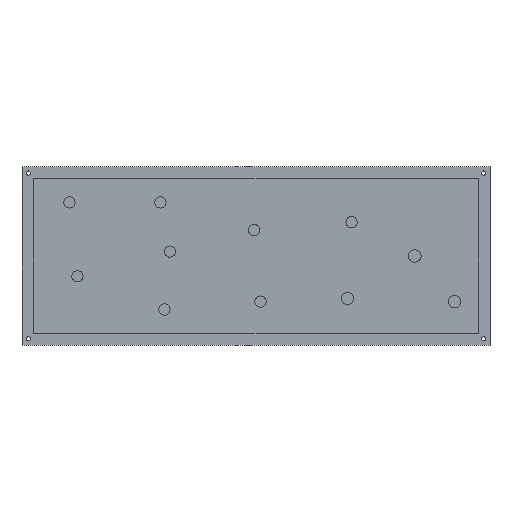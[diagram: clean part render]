
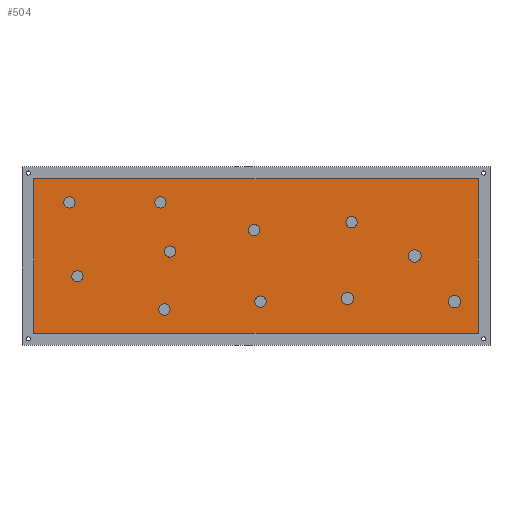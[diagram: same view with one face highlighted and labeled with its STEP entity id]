
A CAD part, top view. The second image highlights one B-rep face of the part: STEP entity #504.
In plain terms, the highlighted planar face has unit normal (0, 0, 1).
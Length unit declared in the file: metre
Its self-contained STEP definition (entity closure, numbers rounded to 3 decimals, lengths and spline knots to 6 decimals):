
#29=LINE('',#869,#53);
#32=LINE('',#875,#56);
#34=LINE('',#879,#58);
#35=LINE('',#881,#59);
#53=VECTOR('',#719,1.);
#56=VECTOR('',#724,1.);
#58=VECTOR('',#728,1.);
#59=VECTOR('',#731,1.);
#70=PLANE('',#584);
#164=ORIENTED_EDGE('',*,*,#210,.T.);
#165=ORIENTED_EDGE('',*,*,#208,.F.);
#166=ORIENTED_EDGE('',*,*,#206,.F.);
#167=ORIENTED_EDGE('',*,*,#204,.F.);
#168=ORIENTED_EDGE('',*,*,#202,.F.);
#169=ORIENTED_EDGE('',*,*,#200,.F.);
#170=ORIENTED_EDGE('',*,*,#198,.T.);
#171=ORIENTED_EDGE('',*,*,#196,.F.);
#172=ORIENTED_EDGE('',*,*,#194,.F.);
#173=ORIENTED_EDGE('',*,*,#192,.F.);
#174=ORIENTED_EDGE('',*,*,#190,.F.);
#175=ORIENTED_EDGE('',*,*,#237,.F.);
#176=ORIENTED_EDGE('',*,*,#240,.T.);
#177=ORIENTED_EDGE('',*,*,#242,.T.);
#178=ORIENTED_EDGE('',*,*,#243,.F.);
#190=EDGE_CURVE('',#244,#244,#290,.T.);
#192=EDGE_CURVE('',#246,#246,#292,.T.);
#194=EDGE_CURVE('',#248,#248,#294,.T.);
#196=EDGE_CURVE('',#250,#250,#296,.T.);
#198=EDGE_CURVE('',#252,#252,#298,.T.);
#200=EDGE_CURVE('',#254,#254,#300,.T.);
#202=EDGE_CURVE('',#256,#256,#302,.T.);
#204=EDGE_CURVE('',#258,#258,#304,.T.);
#206=EDGE_CURVE('',#260,#260,#306,.T.);
#208=EDGE_CURVE('',#262,#262,#308,.T.);
#210=EDGE_CURVE('',#264,#264,#310,.T.);
#237=EDGE_CURVE('',#286,#287,#29,.T.);
#240=EDGE_CURVE('',#286,#288,#32,.T.);
#242=EDGE_CURVE('',#288,#289,#34,.T.);
#243=EDGE_CURVE('',#287,#289,#35,.T.);
#244=VERTEX_POINT('',#759);
#246=VERTEX_POINT('',#764);
#248=VERTEX_POINT('',#769);
#250=VERTEX_POINT('',#774);
#252=VERTEX_POINT('',#779);
#254=VERTEX_POINT('',#784);
#256=VERTEX_POINT('',#789);
#258=VERTEX_POINT('',#794);
#260=VERTEX_POINT('',#799);
#262=VERTEX_POINT('',#804);
#264=VERTEX_POINT('',#809);
#286=VERTEX_POINT('',#868);
#287=VERTEX_POINT('',#870);
#288=VERTEX_POINT('',#874);
#289=VERTEX_POINT('',#878);
#290=CIRCLE('',#530,0.0045);
#292=CIRCLE('',#533,0.005);
#294=CIRCLE('',#536,0.0045);
#296=CIRCLE('',#539,0.005);
#298=CIRCLE('',#542,0.0045);
#300=CIRCLE('',#545,0.0045);
#302=CIRCLE('',#548,0.005);
#304=CIRCLE('',#551,0.0045);
#306=CIRCLE('',#554,0.0045);
#308=CIRCLE('',#557,0.0045);
#310=CIRCLE('',#560,0.0045);
#369=EDGE_LOOP('',(#164));
#370=EDGE_LOOP('',(#165));
#371=EDGE_LOOP('',(#166));
#372=EDGE_LOOP('',(#167));
#373=EDGE_LOOP('',(#168));
#374=EDGE_LOOP('',(#169));
#375=EDGE_LOOP('',(#170));
#376=EDGE_LOOP('',(#171));
#377=EDGE_LOOP('',(#172));
#378=EDGE_LOOP('',(#173));
#379=EDGE_LOOP('',(#174));
#380=EDGE_LOOP('',(#175,#176,#177,#178));
#441=FACE_BOUND('',#369,.T.);
#442=FACE_BOUND('',#370,.T.);
#443=FACE_BOUND('',#371,.T.);
#444=FACE_BOUND('',#372,.T.);
#445=FACE_BOUND('',#373,.T.);
#446=FACE_BOUND('',#374,.T.);
#447=FACE_BOUND('',#375,.T.);
#448=FACE_BOUND('',#376,.T.);
#449=FACE_BOUND('',#377,.T.);
#450=FACE_BOUND('',#378,.T.);
#451=FACE_BOUND('',#379,.T.);
#452=FACE_BOUND('',#380,.T.);
#504=ADVANCED_FACE('',(#441,#442,#443,#444,#445,#446,#447,#448,#449,#450,
#451,#452),#70,.T.);
#530=AXIS2_PLACEMENT_3D('',#758,#600,#601);
#533=AXIS2_PLACEMENT_3D('',#763,#606,#607);
#536=AXIS2_PLACEMENT_3D('',#768,#612,#613);
#539=AXIS2_PLACEMENT_3D('',#773,#618,#619);
#542=AXIS2_PLACEMENT_3D('',#778,#624,#625);
#545=AXIS2_PLACEMENT_3D('',#783,#630,#631);
#548=AXIS2_PLACEMENT_3D('',#788,#636,#637);
#551=AXIS2_PLACEMENT_3D('',#793,#642,#643);
#554=AXIS2_PLACEMENT_3D('',#798,#648,#649);
#557=AXIS2_PLACEMENT_3D('',#803,#654,#655);
#560=AXIS2_PLACEMENT_3D('',#808,#660,#661);
#584=AXIS2_PLACEMENT_3D('',#882,#732,#733);
#600=DIRECTION('',(0.,0.,1.));
#601=DIRECTION('',(1.,0.,0.));
#606=DIRECTION('',(0.,0.,1.));
#607=DIRECTION('',(1.,0.,0.));
#612=DIRECTION('',(0.,0.,1.));
#613=DIRECTION('',(1.,0.,0.));
#618=DIRECTION('',(0.,0.,1.));
#619=DIRECTION('',(1.,0.,0.));
#624=DIRECTION('',(0.,0.,-1.));
#625=DIRECTION('',(1.,0.,0.));
#630=DIRECTION('',(0.,0.,1.));
#631=DIRECTION('',(1.,0.,0.));
#636=DIRECTION('',(0.,0.,1.));
#637=DIRECTION('',(1.,0.,0.));
#642=DIRECTION('',(0.,0.,1.));
#643=DIRECTION('',(1.,0.,0.));
#648=DIRECTION('',(0.,0.,1.));
#649=DIRECTION('',(1.,0.,0.));
#654=DIRECTION('',(0.,0.,1.));
#655=DIRECTION('',(1.,0.,0.));
#660=DIRECTION('',(0.,0.,-1.));
#661=DIRECTION('',(1.,0.,0.));
#719=DIRECTION('',(1.,0.,0.));
#724=DIRECTION('',(0.,-1.,0.));
#728=DIRECTION('',(1.,0.,0.));
#731=DIRECTION('',(0.,-1.,0.));
#732=DIRECTION('',(0.,0.,1.));
#733=DIRECTION('',(1.,0.,0.));
#758=CARTESIAN_POINT('',(0.003625,-0.0366,0.005));
#759=CARTESIAN_POINT('',(0.008125,-0.0366,0.005));
#763=CARTESIAN_POINT('',(0.1592,-0.0366,0.005));
#764=CARTESIAN_POINT('',(0.1642,-0.0366,0.005));
#768=CARTESIAN_POINT('',(0.07665,0.027075,0.005));
#769=CARTESIAN_POINT('',(0.08115,0.027075,0.005));
#773=CARTESIAN_POINT('',(0.12745,0.,0.005));
#774=CARTESIAN_POINT('',(0.13245,0.,0.005));
#778=CARTESIAN_POINT('',(-0.14327,-0.01628,0.005));
#779=CARTESIAN_POINT('',(-0.13877,-0.01628,0.005));
#783=CARTESIAN_POINT('',(-0.149675,0.04295,0.005));
#784=CARTESIAN_POINT('',(-0.145175,0.04295,0.005));
#788=CARTESIAN_POINT('',(0.073475,-0.03406,0.005));
#789=CARTESIAN_POINT('',(0.078475,-0.03406,0.005));
#793=CARTESIAN_POINT('',(-0.001455,0.020725,0.005));
#794=CARTESIAN_POINT('',(0.003045,0.020725,0.005));
#798=CARTESIAN_POINT('',(-0.06903,0.00358,0.005));
#799=CARTESIAN_POINT('',(-0.06453,0.00358,0.005));
#803=CARTESIAN_POINT('',(-0.073475,-0.04295,0.005));
#804=CARTESIAN_POINT('',(-0.068975,-0.04295,0.005));
#808=CARTESIAN_POINT('',(-0.07665,0.04295,0.005));
#809=CARTESIAN_POINT('',(-0.07215,0.04295,0.005));
#868=CARTESIAN_POINT('',(-0.17825,0.062,0.005));
#869=CARTESIAN_POINT('',(0.,0.062,0.005));
#870=CARTESIAN_POINT('',(0.17825,0.062,0.005));
#874=CARTESIAN_POINT('',(-0.17825,-0.062,0.005));
#875=CARTESIAN_POINT('',(-0.17825,0.,0.005));
#878=CARTESIAN_POINT('',(0.17825,-0.062,0.005));
#879=CARTESIAN_POINT('',(0.,-0.062,0.005));
#881=CARTESIAN_POINT('',(0.17825,0.,0.005));
#882=CARTESIAN_POINT('',(0.,0.,0.005));
